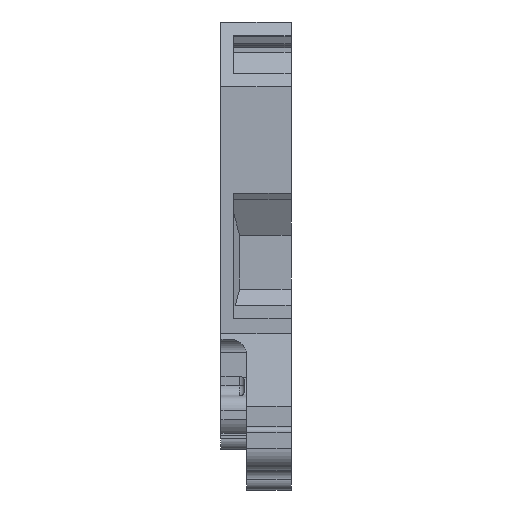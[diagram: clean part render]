
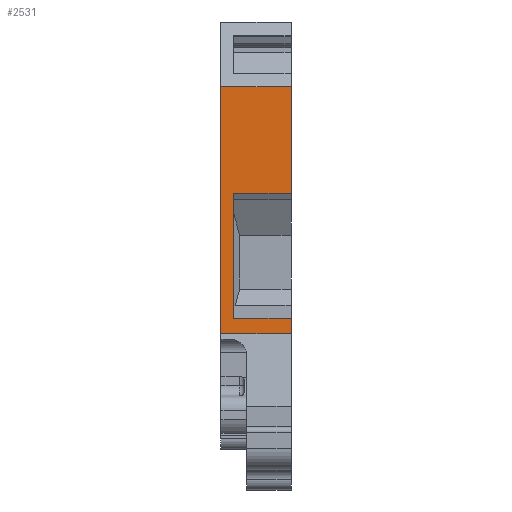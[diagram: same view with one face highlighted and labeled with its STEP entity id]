
A CAD part, front view. The second image highlights one B-rep face of the part: STEP entity #2531.
In plain terms, the highlighted planar face has unit normal (0, -1, 0).
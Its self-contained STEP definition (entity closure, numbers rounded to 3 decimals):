
#2472=AXIS2_PLACEMENT_3D('Plane Axis2P3D',#2469,#2470,#2471) ;
#2038=CARTESIAN_POINT('Vertex',(0.,4.6,37.35)) ;
#2041=CARTESIAN_POINT('Line Origine',(3.25,4.6,37.35)) ;
#2045=CARTESIAN_POINT('Vertex',(6.5,4.6,37.35)) ;
#2469=CARTESIAN_POINT('Axis2P3D Location',(6.5,4.6,14.473)) ;
#2474=CARTESIAN_POINT('Line Origine',(6.5,4.6,32.425)) ;
#2478=CARTESIAN_POINT('Vertex',(6.5,4.6,27.5)) ;
#2481=CARTESIAN_POINT('Line Origine',(0.,4.6,25.911)) ;
#2485=CARTESIAN_POINT('Vertex',(0.,4.6,14.473)) ;
#2488=CARTESIAN_POINT('Line Origine',(3.25,4.6,14.473)) ;
#2492=CARTESIAN_POINT('Vertex',(6.5,4.6,14.473)) ;
#2495=CARTESIAN_POINT('Line Origine',(6.5,4.6,15.186)) ;
#2499=CARTESIAN_POINT('Vertex',(6.5,4.6,15.9)) ;
#2502=CARTESIAN_POINT('Line Origine',(3.85,4.6,15.9)) ;
#2506=CARTESIAN_POINT('Vertex',(1.2,4.6,15.9)) ;
#2509=CARTESIAN_POINT('Line Origine',(1.2,4.6,21.7)) ;
#2513=CARTESIAN_POINT('Vertex',(1.2,4.6,27.5)) ;
#2516=CARTESIAN_POINT('Line Origine',(3.85,4.6,27.5)) ;
#2042=DIRECTION('Vector Direction',(-1.,0.,0.)) ;
#2470=DIRECTION('Axis2P3D Direction',(0.,-1.,0.)) ;
#2471=DIRECTION('Axis2P3D XDirection',(0.,0.,1.)) ;
#2475=DIRECTION('Vector Direction',(0.,0.,1.)) ;
#2482=DIRECTION('Vector Direction',(0.,0.,1.)) ;
#2489=DIRECTION('Vector Direction',(-1.,0.,0.)) ;
#2496=DIRECTION('Vector Direction',(0.,0.,1.)) ;
#2503=DIRECTION('Vector Direction',(1.,0.,0.)) ;
#2510=DIRECTION('Vector Direction',(0.,0.,1.)) ;
#2517=DIRECTION('Vector Direction',(1.,0.,0.)) ;
#2043=VECTOR('Line Direction',#2042,1.) ;
#2476=VECTOR('Line Direction',#2475,1.) ;
#2483=VECTOR('Line Direction',#2482,1.) ;
#2490=VECTOR('Line Direction',#2489,1.) ;
#2497=VECTOR('Line Direction',#2496,1.) ;
#2504=VECTOR('Line Direction',#2503,1.) ;
#2511=VECTOR('Line Direction',#2510,1.) ;
#2518=VECTOR('Line Direction',#2517,1.) ;
#2522=ORIENTED_EDGE('',*,*,#2480,.F.) ;
#2523=ORIENTED_EDGE('',*,*,#2047,.T.) ;
#2524=ORIENTED_EDGE('',*,*,#2487,.T.) ;
#2525=ORIENTED_EDGE('',*,*,#2494,.F.) ;
#2526=ORIENTED_EDGE('',*,*,#2501,.F.) ;
#2527=ORIENTED_EDGE('',*,*,#2508,.F.) ;
#2528=ORIENTED_EDGE('',*,*,#2515,.T.) ;
#2529=ORIENTED_EDGE('',*,*,#2520,.T.) ;
#2531=ADVANCED_FACE('KLTR SAK4 35.1\\KLTR SAK4',(#2530),#2473,.T.) ;
#2047=EDGE_CURVE('',#2046,#2039,#2044,.T.) ;
#2480=EDGE_CURVE('',#2046,#2479,#2477,.F.) ;
#2487=EDGE_CURVE('',#2039,#2486,#2484,.F.) ;
#2494=EDGE_CURVE('',#2493,#2486,#2491,.T.) ;
#2501=EDGE_CURVE('',#2500,#2493,#2498,.F.) ;
#2508=EDGE_CURVE('',#2507,#2500,#2505,.T.) ;
#2515=EDGE_CURVE('',#2507,#2514,#2512,.T.) ;
#2520=EDGE_CURVE('',#2514,#2479,#2519,.T.) ;
#2521=EDGE_LOOP('',(#2522,#2523,#2524,#2525,#2526,#2527,#2528,#2529)) ;
#2530=FACE_OUTER_BOUND('',#2521,.T.) ;
#2044=LINE('Line',#2041,#2043) ;
#2477=LINE('Line',#2474,#2476) ;
#2484=LINE('Line',#2481,#2483) ;
#2491=LINE('Line',#2488,#2490) ;
#2498=LINE('Line',#2495,#2497) ;
#2505=LINE('Line',#2502,#2504) ;
#2512=LINE('Line',#2509,#2511) ;
#2519=LINE('Line',#2516,#2518) ;
#2473=PLANE('',#2472) ;
#2039=VERTEX_POINT('',#2038) ;
#2046=VERTEX_POINT('',#2045) ;
#2479=VERTEX_POINT('',#2478) ;
#2486=VERTEX_POINT('',#2485) ;
#2493=VERTEX_POINT('',#2492) ;
#2500=VERTEX_POINT('',#2499) ;
#2507=VERTEX_POINT('',#2506) ;
#2514=VERTEX_POINT('',#2513) ;
